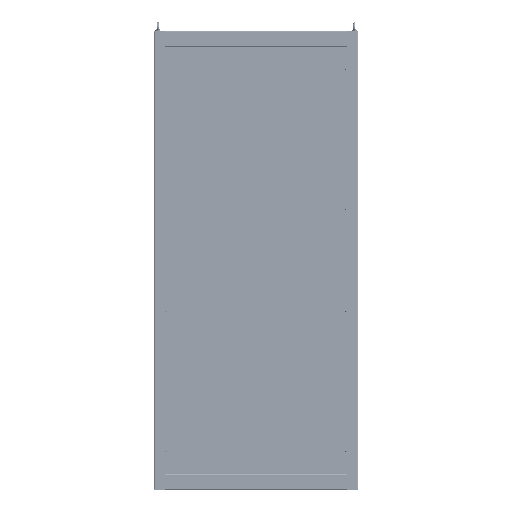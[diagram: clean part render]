
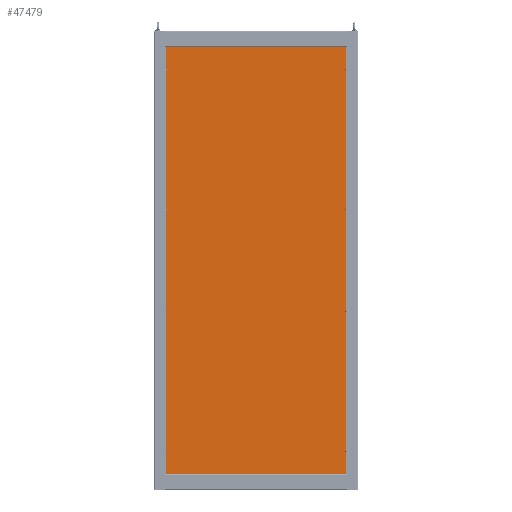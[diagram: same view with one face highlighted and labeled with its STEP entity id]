
A CAD part, top view. The second image highlights one B-rep face of the part: STEP entity #47479.
In plain terms, the highlighted planar face has unit normal (0, 0, 1).
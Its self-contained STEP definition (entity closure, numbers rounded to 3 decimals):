
#718 = EDGE_LOOP ( 'NONE', ( #50126, #19082, #40338, #58329 ) ) ;
#2395 = CARTESIAN_POINT ( 'NONE',  ( 2., 2., 0. ) ) ;
#5686 = LINE ( 'NONE', #58538, #69960 ) ;
#11210 = VERTEX_POINT ( 'NONE', #2395 ) ;
#13732 = DIRECTION ( 'NONE',  ( 0., 0., -1. ) ) ;
#14695 = DIRECTION ( 'NONE',  ( -1., 0., 0. ) ) ;
#14905 = VERTEX_POINT ( 'NONE', #21481 ) ;
#15144 = PLANE ( 'NONE',  #42784 ) ;
#17200 = DIRECTION ( 'NONE',  ( 1., 0., 0. ) ) ;
#19006 = VERTEX_POINT ( 'NONE', #69330 ) ;
#19082 = ORIENTED_EDGE ( 'NONE', *, *, #65077, .F. ) ;
#19246 = DIRECTION ( 'NONE',  ( 0., -1., 0. ) ) ;
#19431 = DIRECTION ( 'NONE',  ( -1., 0., 0. ) ) ;
#21481 = CARTESIAN_POINT ( 'NONE',  ( 2., 1676., 0. ) ) ;
#28241 = LINE ( 'NONE', #38612, #58217 ) ;
#29020 = VERTEX_POINT ( 'NONE', #66310 ) ;
#31201 = CARTESIAN_POINT ( 'NONE',  ( 0., 0., 0. ) ) ;
#31365 = LINE ( 'NONE', #53085, #67215 ) ;
#34620 = CARTESIAN_POINT ( 'NONE',  ( 708., 1676.859, 0. ) ) ;
#38612 = CARTESIAN_POINT ( 'NONE',  ( 1.141, 1676., 0. ) ) ;
#40338 = ORIENTED_EDGE ( 'NONE', *, *, #54959, .F. ) ;
#42254 = FACE_OUTER_BOUND ( 'NONE', #718, .T. ) ;
#42784 = AXIS2_PLACEMENT_3D ( 'NONE', #31201, #13732, #19431 ) ;
#45196 = EDGE_CURVE ( 'NONE', #19006, #11210, #5686, .T. ) ;
#47479 = ADVANCED_FACE ( 'NONE', ( #42254 ), #15144, .F. ) ;
#50126 = ORIENTED_EDGE ( 'NONE', *, *, #45196, .F. ) ;
#51548 = EDGE_CURVE ( 'NONE', #11210, #14905, #31365, .T. ) ;
#53085 = CARTESIAN_POINT ( 'NONE',  ( 2., 1.141, 0. ) ) ;
#53435 = DIRECTION ( 'NONE',  ( 0., 1., 0. ) ) ;
#54959 = EDGE_CURVE ( 'NONE', #14905, #29020, #28241, .T. ) ;
#55972 = LINE ( 'NONE', #34620, #59978 ) ;
#58217 = VECTOR ( 'NONE', #17200, 1000. ) ;
#58329 = ORIENTED_EDGE ( 'NONE', *, *, #51548, .F. ) ;
#58538 = CARTESIAN_POINT ( 'NONE',  ( 708.859, 2., 0. ) ) ;
#59978 = VECTOR ( 'NONE', #19246, 1000. ) ;
#65077 = EDGE_CURVE ( 'NONE', #29020, #19006, #55972, .T. ) ;
#66310 = CARTESIAN_POINT ( 'NONE',  ( 708., 1676., 0. ) ) ;
#67215 = VECTOR ( 'NONE', #53435, 1000. ) ;
#69330 = CARTESIAN_POINT ( 'NONE',  ( 708., 2., 0. ) ) ;
#69960 = VECTOR ( 'NONE', #14695, 1000. ) ;
